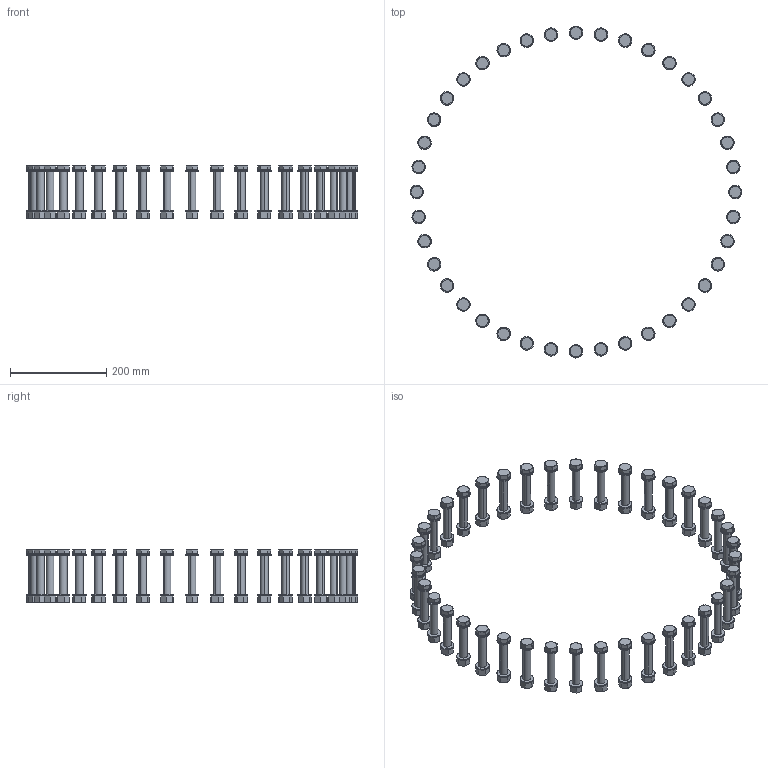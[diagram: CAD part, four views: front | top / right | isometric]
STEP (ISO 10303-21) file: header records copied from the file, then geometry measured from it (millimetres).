
FILE_DESCRIPTION (( 'STEP AP214' ), '1' );
FILE_NAME ('620BSC600.step', '2017-07-10T05:40:34', ( 'install' ), ( '' ), 'SwSTEP 2.0', 'SolidWorks 2015', '' );
FILE_SCHEMA (( 'AUTOMOTIVE_DESIGN' ));
Length unit declared in the file: millimetre
Products named in the file (1): 620BSC600
Bounding box: 688.9 x 688.9 x 110.45 mm (x, y, z)
Volume: 1290131.9 mm3; surface area: 467783.9 mm2
Topology: 160 solids, 160 shells, 2760 faces, 5760 edges, 3360 vertices
Faces by surface type: plane 1080, cone 960, cylinder 640, torus 80
Entity records: 110389 total; most frequent: CARTESIAN_POINT 20521, DIRECTION 12322, ORIENTED_EDGE 11520, EDGE_CURVE 5760, AXIS2_PLACEMENT_3D 5241, VERTEX_POINT 3360, EDGE_LOOP 3040, UNCERTAINTY_MEASURE_WITH_UNIT 2922
